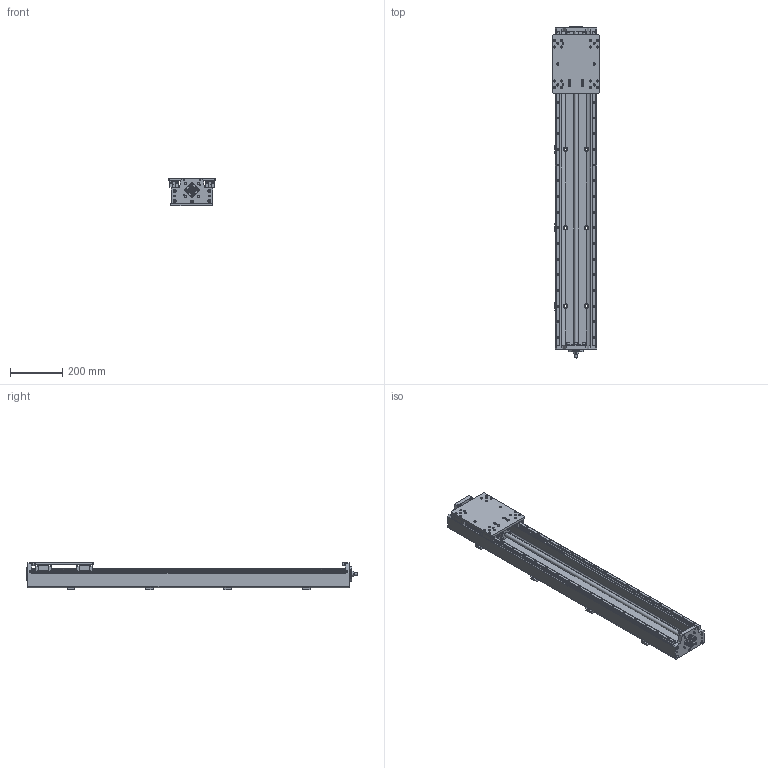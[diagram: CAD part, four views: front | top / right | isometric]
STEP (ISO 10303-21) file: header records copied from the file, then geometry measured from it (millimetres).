
FILE_DESCRIPTION((''),'2;1');
FILE_NAME('KK-HD-180-15-16XX-1200.stp','2009-03-21T11:00:57',('kurt'),(''),'Autodesk Inventor 2008','Autodesk Inventor 2008','');
FILE_SCHEMA(('AUTOMOTIVE_DESIGN { 1 0 10303 214 1 1 1 1 }'));
Length unit declared in the file: millimetre
Products named in the file (1): Part166
Bounding box: 180 x 1270.5 x 105 mm (x, y, z)
Volume: 7217056.1 mm3; surface area: 1000434.8 mm2
Topology: 1 solids, 19 shells, 2644 faces, 7165 edges, 4743 vertices
Faces by surface type: plane 1604, cylinder 457, bspline 435, cone 132, torus 16
Full cylindrical faces by diameter (mm): 2.459 x4, 3 x5, 3.242 x48, 3.5 x4, 3.6 x1, 4 x18, 4.134 x10, 4.5 x64, 4.917 x11, 5.5 x14, 6 x12, 6.6 x14, 7.5 x40, 8 x28, 8.376 x6, 9.5 x4, 9.6 x1, 10 x8, 10.106 x8, 11 x18, 12 x1, 15 x1, 15.12 x4, 15.36 x2, 16 x3, 17 x1, 18 x8, 20.88 x4, 24 x2, 26 x2
Entity records: 90127 total; most frequent: CARTESIAN_POINT 25503, ORIENTED_EDGE 13054, DIRECTION 11094, EDGE_CURVE 6527, VERTEX_POINT 4575, VECTOR 4548, LINE 4548, EDGE_LOOP 3488
